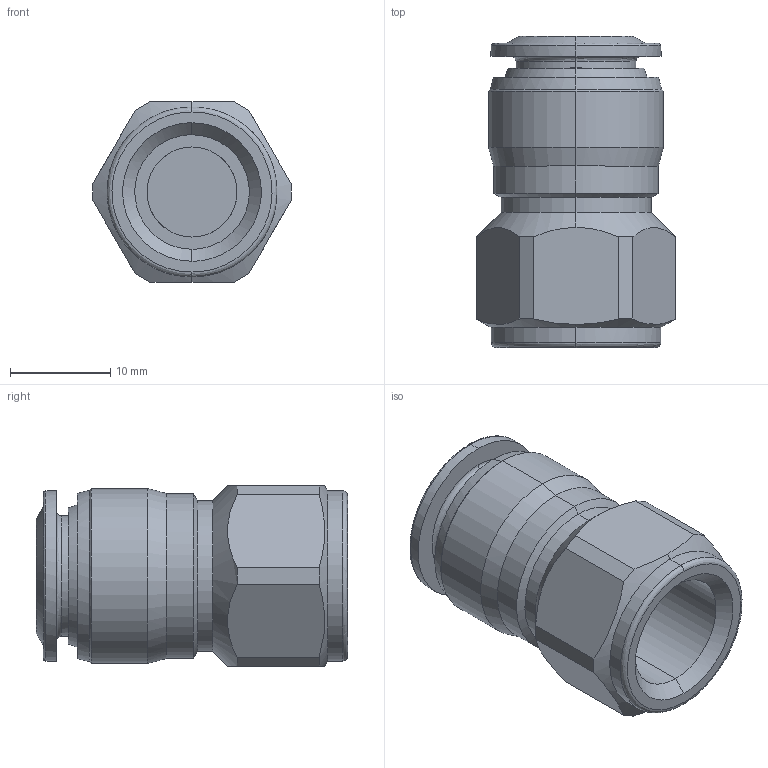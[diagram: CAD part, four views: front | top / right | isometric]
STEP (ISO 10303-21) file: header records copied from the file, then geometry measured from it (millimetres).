
FILE_DESCRIPTION (( 'STEP AP214' ), '1' );
FILE_NAME ('PCF10-G02_ME.STEP', '2018-09-06T09:37:05', ( '' ), ( '' ), 'SwSTEP 2.0', 'SolidWorks 2018', '' );
FILE_SCHEMA (( 'AUTOMOTIVE_DESIGN' ));
Length unit declared in the file: millimetre
Products named in the file (1): PCF10-G02_ME
Bounding box: 19.83 x 31.1 x 18 mm (x, y, z)
Volume: 5675.5 mm3; surface area: 2964.3 mm2
Topology: 1 solids, 1 shells, 75 faces, 176 edges, 108 vertices
Faces by surface type: bspline 75
Entity records: 3134 total; most frequent: CARTESIAN_POINT 2084, ORIENTED_EDGE 352, EDGE_CURVE 176, B_SPLINE_CURVE_WITH_KNOTS 109, VERTEX_POINT 108, EDGE_LOOP 84, ADVANCED_FACE 75, FACE_OUTER_BOUND 75
